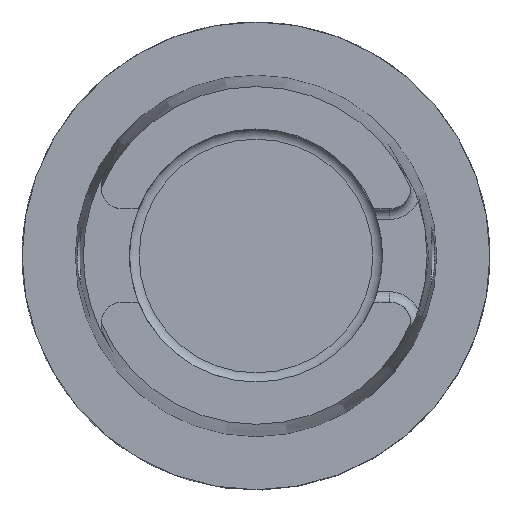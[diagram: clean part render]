
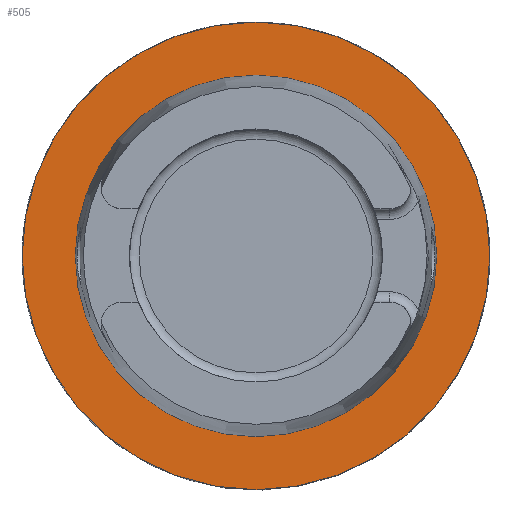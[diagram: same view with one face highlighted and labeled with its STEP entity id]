
A CAD part, top view. The second image highlights one B-rep face of the part: STEP entity #505.
In plain terms, the highlighted planar face has unit normal (0, 0, 1).
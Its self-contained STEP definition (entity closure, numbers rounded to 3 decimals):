
#136=PLANE('',#1632);
#246=CIRCLE('',#1595,31.47);
#264=CIRCLE('',#1630,24.321);
#505=ADVANCED_FACE('',(#610,#611),#136,.F.);
#610=FACE_BOUND('',#701,.T.);
#611=FACE_BOUND('',#702,.T.);
#701=EDGE_LOOP('',(#973));
#702=EDGE_LOOP('',(#974));
#973=ORIENTED_EDGE('',*,*,#1389,.T.);
#974=ORIENTED_EDGE('',*,*,#1465,.T.);
#1237=VERTEX_POINT('',#2571);
#1290=VERTEX_POINT('',#2866);
#1389=EDGE_CURVE('',#1237,#1237,#246,.T.);
#1465=EDGE_CURVE('',#1290,#1290,#264,.T.);
#1595=AXIS2_PLACEMENT_3D('',#2570,#1828,#1829);
#1630=AXIS2_PLACEMENT_3D('',#2865,#1936,#1937);
#1632=AXIS2_PLACEMENT_3D('',#2868,#1940,#1941);
#1828=DIRECTION('',(0.,0.,1.0));
#1829=DIRECTION('',(-1.0,0.0,0.));
#1936=DIRECTION('',(0.,0.,-1.0));
#1937=DIRECTION('',(-1.0,0.0,0.));
#1940=DIRECTION('',(0.,0.,-1.0));
#1941=DIRECTION('',(-1.0,0.0,0.));
#2570=CARTESIAN_POINT('',(0.0,0.,0.0));
#2571=CARTESIAN_POINT('',(-31.47,0.,0.));
#2865=CARTESIAN_POINT('',(0.0,0.,0.0));
#2866=CARTESIAN_POINT('',(-24.321,0.,0.));
#2868=CARTESIAN_POINT('',(0.,25.43,0.));
